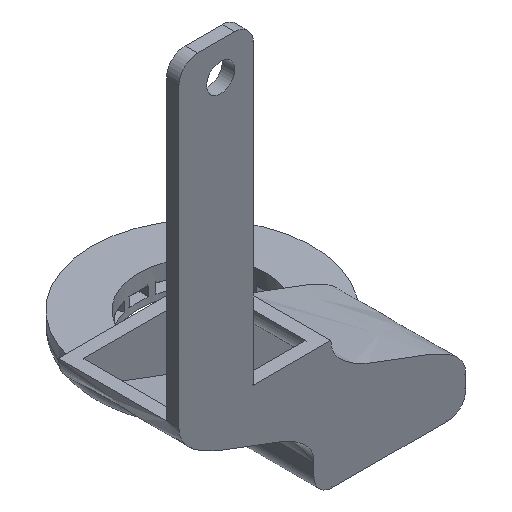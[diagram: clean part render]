
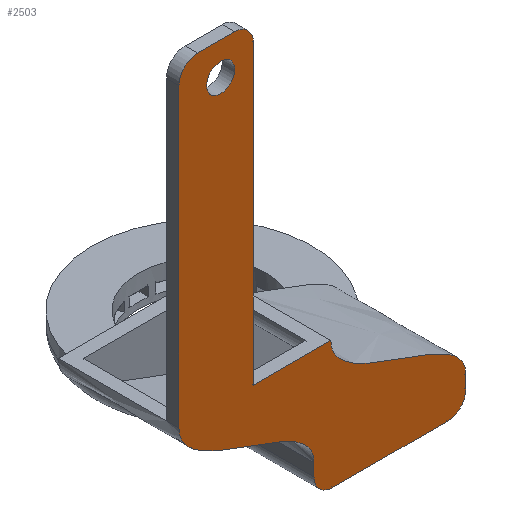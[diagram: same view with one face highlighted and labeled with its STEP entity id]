
A CAD part, isometric view. The second image highlights one B-rep face of the part: STEP entity #2503.
In plain terms, the highlighted planar face has unit normal (0, -1, 0).
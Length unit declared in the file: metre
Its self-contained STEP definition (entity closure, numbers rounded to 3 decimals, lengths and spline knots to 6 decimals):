
#21=B_SPLINE_CURVE_WITH_KNOTS('',3,(#4073,#4074,#4075,#4076,#4077,#4078),
 .UNSPECIFIED.,.F.,.F.,(4,2,4),(0.,0.5,1.),.UNSPECIFIED.);
#22=B_SPLINE_CURVE_WITH_KNOTS('',3,(#4089,#4090,#4091,#4092,#4093,#4094),
 .UNSPECIFIED.,.F.,.F.,(4,2,4),(0.,0.5,1.),.UNSPECIFIED.);
#148=CIRCLE('',#2763,0.003);
#149=CIRCLE('',#2764,0.003);
#150=CIRCLE('',#2765,0.003);
#151=CIRCLE('',#2766,0.003);
#152=CIRCLE('',#2767,0.00225);
#393=ORIENTED_EDGE('',*,*,#1162,.F.);
#394=ORIENTED_EDGE('',*,*,#1163,.T.);
#395=ORIENTED_EDGE('',*,*,#1164,.T.);
#396=ORIENTED_EDGE('',*,*,#1165,.F.);
#397=ORIENTED_EDGE('',*,*,#954,.T.);
#398=ORIENTED_EDGE('',*,*,#1166,.F.);
#399=ORIENTED_EDGE('',*,*,#1167,.T.);
#400=ORIENTED_EDGE('',*,*,#1168,.F.);
#401=ORIENTED_EDGE('',*,*,#1169,.T.);
#402=ORIENTED_EDGE('',*,*,#1170,.F.);
#403=ORIENTED_EDGE('',*,*,#1171,.T.);
#404=ORIENTED_EDGE('',*,*,#1172,.F.);
#405=ORIENTED_EDGE('',*,*,#1173,.T.);
#406=ORIENTED_EDGE('',*,*,#1174,.T.);
#954=EDGE_CURVE('',#1341,#1339,#1585,.T.);
#1162=EDGE_CURVE('',#1529,#1530,#1673,.T.);
#1163=EDGE_CURVE('',#1529,#1531,#148,.F.);
#1164=EDGE_CURVE('',#1531,#1532,#1674,.T.);
#1165=EDGE_CURVE('',#1341,#1532,#21,.T.);
#1166=EDGE_CURVE('',#1533,#1339,#1675,.F.);
#1167=EDGE_CURVE('',#1533,#1534,#149,.F.);
#1168=EDGE_CURVE('',#1535,#1534,#1676,.F.);
#1169=EDGE_CURVE('',#1535,#1536,#150,.F.);
#1170=EDGE_CURVE('',#1537,#1536,#1677,.F.);
#1171=EDGE_CURVE('',#1537,#1538,#22,.T.);
#1172=EDGE_CURVE('',#1539,#1538,#1678,.T.);
#1173=EDGE_CURVE('',#1539,#1530,#151,.F.);
#1174=EDGE_CURVE('',#1540,#1540,#152,.T.);
#1339=VERTEX_POINT('',#3631);
#1341=VERTEX_POINT('',#3634);
#1529=VERTEX_POINT('',#4067);
#1530=VERTEX_POINT('',#4068);
#1531=VERTEX_POINT('',#4070);
#1532=VERTEX_POINT('',#4072);
#1533=VERTEX_POINT('',#4080);
#1534=VERTEX_POINT('',#4082);
#1535=VERTEX_POINT('',#4084);
#1536=VERTEX_POINT('',#4086);
#1537=VERTEX_POINT('',#4088);
#1538=VERTEX_POINT('',#4095);
#1539=VERTEX_POINT('',#4097);
#1540=VERTEX_POINT('',#4100);
#1585=LINE('',#3633,#1831);
#1673=LINE('',#4066,#1919);
#1674=LINE('',#4071,#1920);
#1675=LINE('',#4079,#1921);
#1676=LINE('',#4083,#1922);
#1677=LINE('',#4087,#1923);
#1678=LINE('',#4096,#1924);
#1831=VECTOR('',#2881,1.);
#1919=VECTOR('',#3245,1.);
#1920=VECTOR('',#3248,1.);
#1921=VECTOR('',#3249,1.);
#1922=VECTOR('',#3252,1.);
#1923=VECTOR('',#3255,1.);
#1924=VECTOR('',#3256,1.);
#2115=EDGE_LOOP('',(#393,#394,#395,#396,#397,#398,#399,#400,#401,#402,#403,
#404,#405));
#2116=EDGE_LOOP('',(#406));
#2268=FACE_BOUND('',#2115,.T.);
#2269=FACE_BOUND('',#2116,.T.);
#2386=PLANE('',#2762);
#2503=ADVANCED_FACE('',(#2268,#2269),#2386,.F.);
#2762=AXIS2_PLACEMENT_3D('',#4065,#3243,#3244);
#2763=AXIS2_PLACEMENT_3D('',#4069,#3246,#3247);
#2764=AXIS2_PLACEMENT_3D('',#4081,#3250,#3251);
#2765=AXIS2_PLACEMENT_3D('',#4085,#3253,#3254);
#2766=AXIS2_PLACEMENT_3D('',#4098,#3257,#3258);
#2767=AXIS2_PLACEMENT_3D('',#4099,#3259,#3260);
#2881=DIRECTION('',(-1.,0.,0.));
#3243=DIRECTION('',(0.,1.,0.));
#3244=DIRECTION('',(0.,0.,1.));
#3245=DIRECTION('',(-1.,0.,0.));
#3246=DIRECTION('',(0.,1.,0.));
#3247=DIRECTION('',(0.,0.,1.));
#3248=DIRECTION('',(0.,0.,1.));
#3249=DIRECTION('',(0.,0.,1.));
#3250=DIRECTION('',(0.,1.,0.));
#3251=DIRECTION('',(0.,0.,1.));
#3252=DIRECTION('',(-1.,0.,0.));
#3253=DIRECTION('',(0.,1.,0.));
#3254=DIRECTION('',(0.,0.,1.));
#3255=DIRECTION('',(0.,0.,-1.));
#3256=DIRECTION('',(0.,0.,1.));
#3257=DIRECTION('',(0.,1.,0.));
#3258=DIRECTION('',(0.,0.,1.));
#3259=DIRECTION('',(0.,1.,0.));
#3260=DIRECTION('',(0.,0.,1.));
#3631=CARTESIAN_POINT('',(-0.021928,-0.0542,-0.0304));
#3633=CARTESIAN_POINT('',(-0.021678,-0.0542,-0.0304));
#3634=CARTESIAN_POINT('',(-0.009478,-0.0542,-0.0304));
#4065=CARTESIAN_POINT('',(-0.021678,-0.0542,-0.0304));
#4066=CARTESIAN_POINT('',(0.,-0.0542,-0.05099));
#4067=CARTESIAN_POINT('',(0.0092,-0.0542,-0.05099));
#4068=CARTESIAN_POINT('',(-0.0092,-0.0542,-0.05099));
#4069=CARTESIAN_POINT('',(0.0092,-0.0542,-0.04799));
#4070=CARTESIAN_POINT('',(0.0122,-0.0542,-0.04799));
#4071=CARTESIAN_POINT('',(0.0122,-0.0542,-0.05099));
#4072=CARTESIAN_POINT('',(0.0122,-0.0542,-0.04599));
#4073=CARTESIAN_POINT('',(-0.009478,-0.0542,-0.0304));
#4074=CARTESIAN_POINT('',(-0.009478,-0.0542,-0.03438));
#4075=CARTESIAN_POINT('',(-0.004141,-0.0542,-0.036501));
#4076=CARTESIAN_POINT('',(0.006697,-0.0542,-0.040298));
#4077=CARTESIAN_POINT('',(0.0122,-0.0542,-0.041969));
#4078=CARTESIAN_POINT('',(0.0122,-0.0542,-0.04599));
#4079=CARTESIAN_POINT('',(-0.021928,-0.0542,-0.005075));
#4080=CARTESIAN_POINT('',(-0.021928,-0.0542,0.01725));
#4081=CARTESIAN_POINT('',(-0.024928,-0.0542,0.01725));
#4082=CARTESIAN_POINT('',(-0.024928,-0.0542,0.02025));
#4083=CARTESIAN_POINT('',(-0.027903,-0.0542,0.02025));
#4084=CARTESIAN_POINT('',(-0.030878,-0.0542,0.02025));
#4085=CARTESIAN_POINT('',(-0.030878,-0.0542,0.01725));
#4086=CARTESIAN_POINT('',(-0.033878,-0.0542,0.01725));
#4087=CARTESIAN_POINT('',(-0.033878,-0.0542,-0.005075));
#4088=CARTESIAN_POINT('',(-0.033878,-0.0542,-0.0304));
#4089=CARTESIAN_POINT('',(-0.033878,-0.0542,-0.0304));
#4090=CARTESIAN_POINT('',(-0.033878,-0.0542,-0.03438));
#4091=CARTESIAN_POINT('',(-0.028541,-0.0542,-0.036501));
#4092=CARTESIAN_POINT('',(-0.017703,-0.0542,-0.040298));
#4093=CARTESIAN_POINT('',(-0.0122,-0.0542,-0.041969));
#4094=CARTESIAN_POINT('',(-0.0122,-0.0542,-0.04599));
#4095=CARTESIAN_POINT('',(-0.0122,-0.0542,-0.04599));
#4096=CARTESIAN_POINT('',(-0.0122,-0.0542,-0.05099));
#4097=CARTESIAN_POINT('',(-0.0122,-0.0542,-0.04799));
#4098=CARTESIAN_POINT('',(-0.0092,-0.0542,-0.04799));
#4099=CARTESIAN_POINT('',(-0.027178,-0.0542,0.015));
#4100=CARTESIAN_POINT('',(-0.027178,-0.0542,0.01725));
